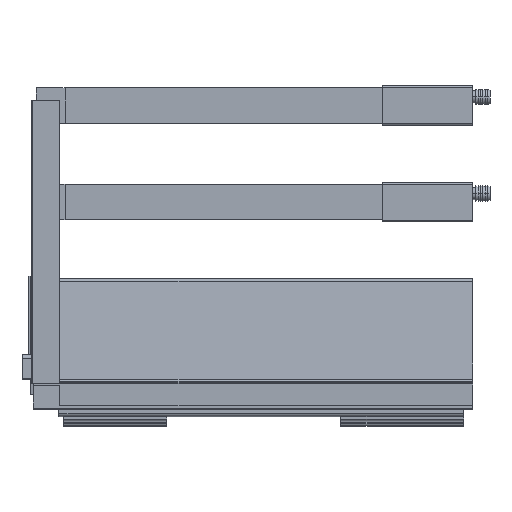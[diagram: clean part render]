
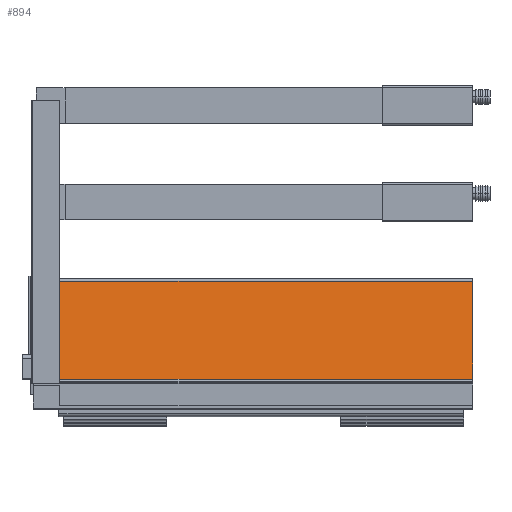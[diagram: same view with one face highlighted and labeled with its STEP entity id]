
A CAD part, top view. The second image highlights one B-rep face of the part: STEP entity #894.
In plain terms, the highlighted planar face has unit normal (0, 0.139, 0.99).
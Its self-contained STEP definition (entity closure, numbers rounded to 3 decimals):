
#894 = ADVANCED_FACE ( 'NONE', ( #10166 ), #11400, .T. ) ;
#1164 = CARTESIAN_POINT ( 'NONE',  ( 0., 75.024, 25.028 ) ) ;
#1498 = DIRECTION ( 'NONE',  ( 0., 0.99, -0.139 ) ) ;
#1870 = CARTESIAN_POINT ( 'NONE',  ( 0., 75.024, 25.028 ) ) ;
#1959 = VECTOR ( 'NONE', #1498, 1000. ) ;
#2213 = EDGE_CURVE ( 'NONE', #4672, #7584, #8238, .T. ) ;
#2461 = CARTESIAN_POINT ( 'NONE',  ( -273.5, 75.024, 25.028 ) ) ;
#2932 = DIRECTION ( 'NONE',  ( 1., 0., 0. ) ) ;
#2967 = CARTESIAN_POINT ( 'NONE',  ( -293., 75.024, 25.028 ) ) ;
#3551 = ORIENTED_EDGE ( 'NONE', *, *, #2213, .F. ) ;
#4489 = VECTOR ( 'NONE', #7837, 1000. ) ;
#4497 = ORIENTED_EDGE ( 'NONE', *, *, #8839, .T. ) ;
#4546 = VECTOR ( 'NONE', #2932, 1000. ) ;
#4672 = VERTEX_POINT ( 'NONE', #1164 ) ;
#4867 = CARTESIAN_POINT ( 'NONE',  ( 0., 10.222, 34.135 ) ) ;
#4945 = VECTOR ( 'NONE', #10238, 1000. ) ;
#5891 = EDGE_CURVE ( 'NONE', #13021, #4672, #11051, .T. ) ;
#6289 = CARTESIAN_POINT ( 'NONE',  ( -273.5, 10.222, 34.135 ) ) ;
#7584 = VERTEX_POINT ( 'NONE', #11496 ) ;
#7648 = AXIS2_PLACEMENT_3D ( 'NONE', #2967, #8371, #8103 ) ;
#7724 = LINE ( 'NONE', #2461, #1959 ) ;
#7837 = DIRECTION ( 'NONE',  ( 1., 0., 0. ) ) ;
#8047 = ORIENTED_EDGE ( 'NONE', *, *, #5891, .F. ) ;
#8103 = DIRECTION ( 'NONE',  ( 0., -0.99, 0.139 ) ) ;
#8238 = LINE ( 'NONE', #1870, #4945 ) ;
#8371 = DIRECTION ( 'NONE',  ( 0., 0.139, 0.99 ) ) ;
#8839 = EDGE_CURVE ( 'NONE', #13357, #7584, #9092, .T. ) ;
#9092 = LINE ( 'NONE', #4867, #4546 ) ;
#9397 = CARTESIAN_POINT ( 'NONE',  ( -273.5, 75.024, 25.028 ) ) ;
#10166 = FACE_OUTER_BOUND ( 'NONE', #11569, .T. ) ;
#10238 = DIRECTION ( 'NONE',  ( 0., -0.99, 0.139 ) ) ;
#11051 = LINE ( 'NONE', #12229, #4489 ) ;
#11400 = PLANE ( 'NONE',  #7648 ) ;
#11496 = CARTESIAN_POINT ( 'NONE',  ( 0., 10.222, 34.135 ) ) ;
#11569 = EDGE_LOOP ( 'NONE', ( #12298, #4497, #3551, #8047 ) ) ;
#12229 = CARTESIAN_POINT ( 'NONE',  ( -293., 75.024, 25.028 ) ) ;
#12298 = ORIENTED_EDGE ( 'NONE', *, *, #12387, .F. ) ;
#12387 = EDGE_CURVE ( 'NONE', #13357, #13021, #7724, .T. ) ;
#13021 = VERTEX_POINT ( 'NONE', #9397 ) ;
#13357 = VERTEX_POINT ( 'NONE', #6289 ) ;
